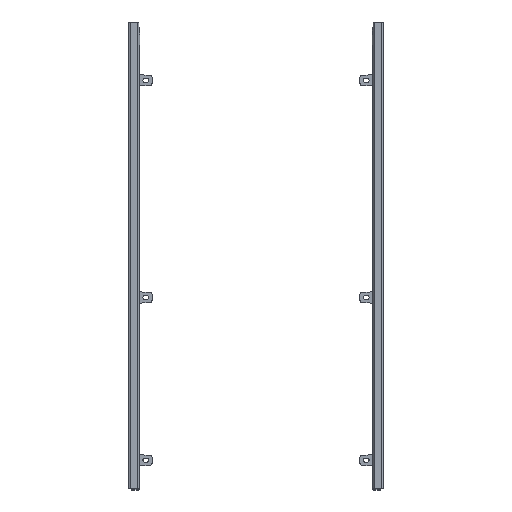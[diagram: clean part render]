
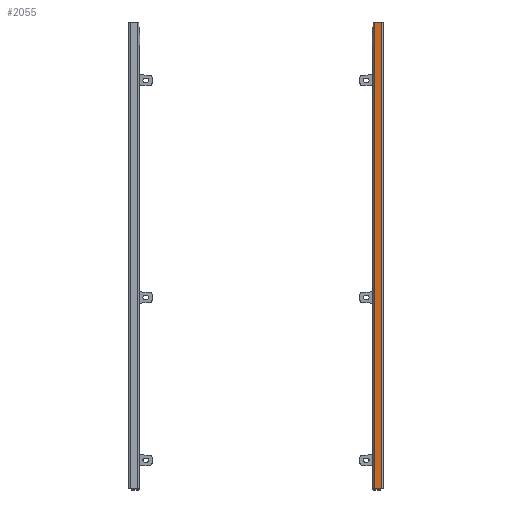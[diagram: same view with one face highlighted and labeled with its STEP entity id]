
A CAD part, top view. The second image highlights one B-rep face of the part: STEP entity #2055.
In plain terms, the highlighted planar face has unit normal (0, 0, 1).
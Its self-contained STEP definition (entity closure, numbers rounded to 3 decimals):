
#2055=ADVANCED_FACE('',(#4394),#4395,.T.);
#4394=FACE_OUTER_BOUND('',#6964,.T.);
#4395=PLANE('',#6965);
#6964=EDGE_LOOP('',(#13295,#13296,#13297,#13298));
#6965=AXIS2_PLACEMENT_3D('',#13299,#13300,#13301);
#13295=ORIENTED_EDGE('',*,*,#17306,.T.);
#13296=ORIENTED_EDGE('',*,*,#17520,.F.);
#13297=ORIENTED_EDGE('',*,*,#17521,.T.);
#13298=ORIENTED_EDGE('',*,*,#17517,.T.);
#13299=CARTESIAN_POINT('',(294.098,-35.0,22.86));
#13300=DIRECTION('',(0.0,0.0,1.0));
#13301=DIRECTION('',(1.0,0.0,0.0));
#17306=EDGE_CURVE('',#21332,#21330,#21333,.T.);
#17517=EDGE_CURVE('',#21618,#21332,#21619,.T.);
#17520=EDGE_CURVE('',#21622,#21330,#21623,.T.);
#17521=EDGE_CURVE('',#21622,#21618,#21624,.T.);
#21330=VERTEX_POINT('',#27425);
#21332=VERTEX_POINT('',#27427);
#21333=LINE('',#27428,#27429);
#21618=VERTEX_POINT('',#27827);
#21619=LINE('',#27828,#27829);
#21622=VERTEX_POINT('',#27832);
#21623=LINE('',#27833,#27834);
#21624=LINE('',#27835,#27836);
#27425=CARTESIAN_POINT('',(289.696,515.25,22.86));
#27427=CARTESIAN_POINT('',(298.5,515.25,22.86));
#27428=CARTESIAN_POINT('',(289.696,515.25,22.86));
#27429=VECTOR('',#31847,1.0);
#27827=CARTESIAN_POINT('',(298.5,-35.0,22.86));
#27828=CARTESIAN_POINT('',(298.5,-35.0,22.86));
#27829=VECTOR('',#32048,1.0);
#27832=CARTESIAN_POINT('',(289.696,-35.0,22.86));
#27833=CARTESIAN_POINT('',(289.696,-35.0,22.86));
#27834=VECTOR('',#32052,1.0);
#27835=CARTESIAN_POINT('',(289.696,-35.0,22.86));
#27836=VECTOR('',#32053,1.0);
#31847=DIRECTION('',(-1.0,0.0,0.0));
#32048=DIRECTION('',(0.0,1.0,0.0));
#32052=DIRECTION('',(0.0,1.0,0.0));
#32053=DIRECTION('',(1.0,0.0,0.0));
